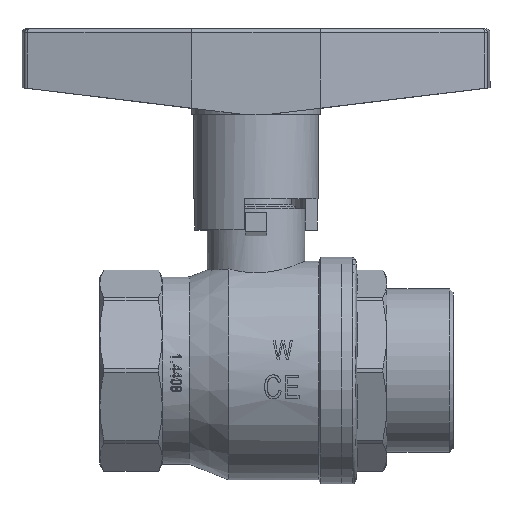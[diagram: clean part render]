
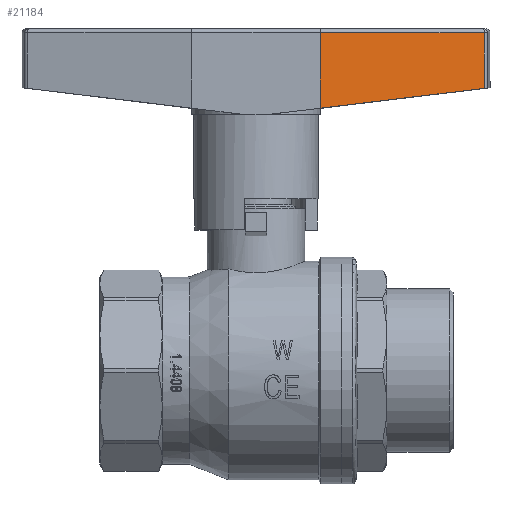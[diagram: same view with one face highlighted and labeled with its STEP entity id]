
A CAD part, top view. The second image highlights one B-rep face of the part: STEP entity #21184.
In plain terms, the highlighted face is planar.
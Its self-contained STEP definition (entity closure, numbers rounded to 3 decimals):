
#2426=LINE('',#37163,#4047);
#2427=LINE('',#37166,#4048);
#2428=LINE('',#37168,#4049);
#2429=LINE('',#37170,#4050);
#4047=VECTOR('',#29963,1000.);
#4048=VECTOR('',#29964,1000.);
#4049=VECTOR('',#29965,1000.);
#4050=VECTOR('',#29966,1000.);
#5311=PLANE('',#23821);
#10788=ORIENTED_EDGE('',*,*,#14461,.F.);
#10789=ORIENTED_EDGE('',*,*,#14462,.T.);
#10790=ORIENTED_EDGE('',*,*,#14463,.T.);
#10791=ORIENTED_EDGE('',*,*,#14464,.T.);
#14461=EDGE_CURVE('',#16750,#16751,#2426,.T.);
#14462=EDGE_CURVE('',#16750,#16752,#2427,.T.);
#14463=EDGE_CURVE('',#16752,#16753,#2428,.T.);
#14464=EDGE_CURVE('',#16753,#16751,#2429,.T.);
#16750=VERTEX_POINT('',#37164);
#16751=VERTEX_POINT('',#37165);
#16752=VERTEX_POINT('',#37167);
#16753=VERTEX_POINT('',#37169);
#18550=EDGE_LOOP('',(#10788,#10789,#10790,#10791));
#19866=FACE_BOUND('',#18550,.T.);
#21184=ADVANCED_FACE('',(#19866),#5311,.F.);
#23821=AXIS2_PLACEMENT_3D('',#37162,#29961,#29962);
#29961=DIRECTION('',(0.985,0.172,0.));
#29962=DIRECTION('',(0.,0.,-1.));
#29963=DIRECTION('',(-0.17,0.978,-0.119));
#29964=DIRECTION('',(0.,0.,1.));
#29965=DIRECTION('',(-0.172,0.985,0.));
#29966=DIRECTION('',(0.,0.,-1.));
#37162=CARTESIAN_POINT('',(-12.,-39.466,51.5));
#37163=CARTESIAN_POINT('',(-18.874,0.,29.183));
#37164=CARTESIAN_POINT('',(-8.697,-58.432,36.266));
#37165=CARTESIAN_POINT('',(-16.,-16.5,31.183));
#37166=CARTESIAN_POINT('',(-8.697,-58.432,51.5));
#37167=CARTESIAN_POINT('',(-8.697,-58.432,50.5));
#37168=CARTESIAN_POINT('',(-18.844,-0.172,50.5));
#37169=CARTESIAN_POINT('',(-16.,-16.5,50.5));
#37170=CARTESIAN_POINT('',(-16.,-16.5,51.5));
